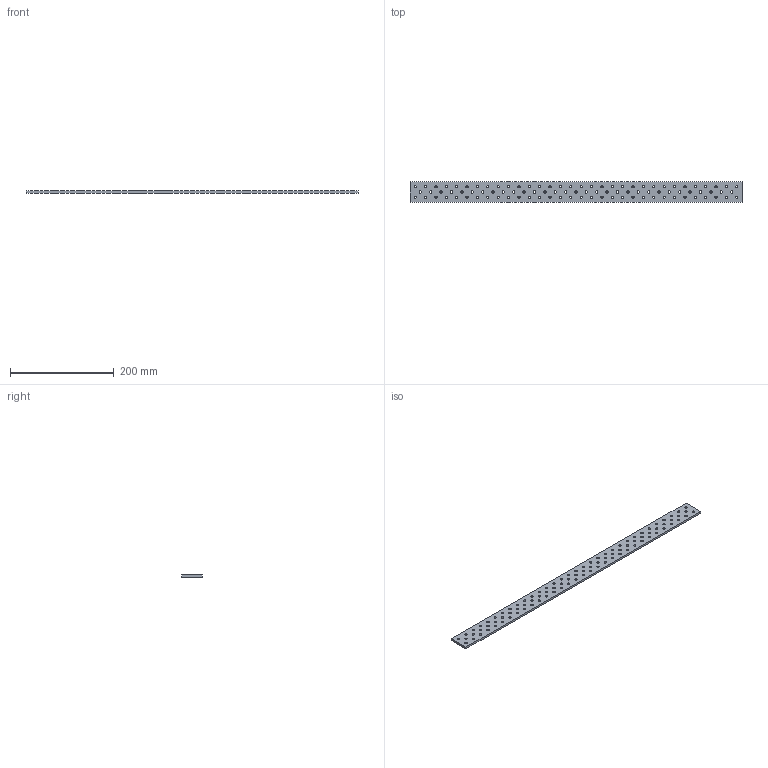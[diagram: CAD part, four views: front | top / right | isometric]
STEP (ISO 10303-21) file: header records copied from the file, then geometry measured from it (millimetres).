
FILE_DESCRIPTION(('STEP AP214'),'1');
FILE_NAME('tmp0.stp','2013-03-11T16:36:41',(' '),(' '),'XStep 1.0',' ',' ');
FILE_SCHEMA(('automotive_design'));
Length unit declared in the file: millimetre
Products named in the file (1): 1
Bounding box: 640 x 40 x 4 mm (x, y, z)
Volume: 96356.4 mm3; surface area: 58990.3 mm2
Topology: 1 solids, 1 shells, 196 faces, 582 edges, 388 vertices
Faces by surface type: cylinder 190, plane 6
Entity records: 8778 total; most frequent: DIRECTION 1356, CARTESIAN_POINT 1167, ORIENTED_EDGE 1164, EDGE_CURVE 582, AXIS2_PLACEMENT_3D 577, VERTEX_POINT 388, EDGE_LOOP 386, CIRCLE 380
